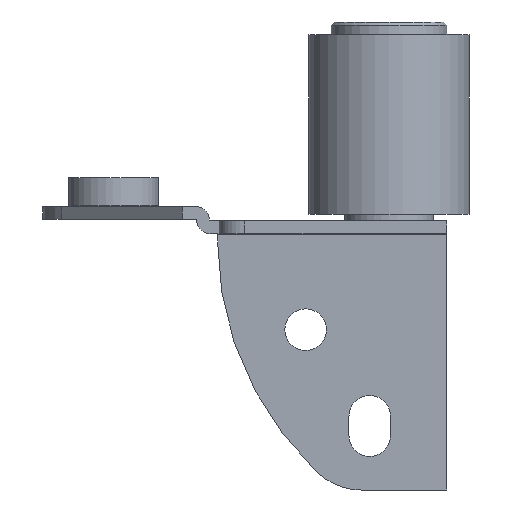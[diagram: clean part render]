
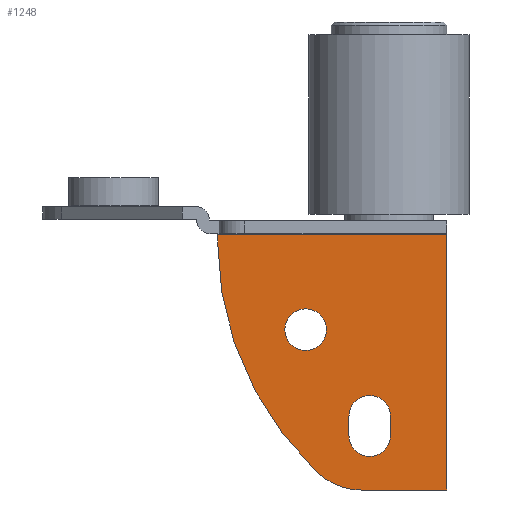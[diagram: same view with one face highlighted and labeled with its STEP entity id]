
A CAD part, left-side view. The second image highlights one B-rep face of the part: STEP entity #1248.
In plain terms, the highlighted planar face has unit normal (-1, 0, 0).
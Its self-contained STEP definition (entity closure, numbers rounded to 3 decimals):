
#104=FACE_BOUND('',#233,.T.);
#105=FACE_BOUND('',#234,.T.);
#154=FACE_OUTER_BOUND('',#232,.T.);
#232=EDGE_LOOP('',(#1050,#1051,#1052,#1053,#1054,#1055));
#233=EDGE_LOOP('',(#1056));
#234=EDGE_LOOP('',(#1057,#1058,#1059,#1060));
#281=CIRCLE('',#1389,3.25);
#284=CIRCLE('',#1398,3.25);
#285=CIRCLE('',#1400,3.25);
#297=CIRCLE('',#1422,50.);
#298=CIRCLE('',#1423,10.);
#326=LINE('',#1839,#422);
#387=LINE('',#2187,#483);
#391=LINE('',#2198,#487);
#402=LINE('',#2246,#498);
#404=LINE('',#2250,#500);
#405=LINE('',#2252,#501);
#422=VECTOR('',#1489,10.);
#483=VECTOR('',#1630,10.);
#487=VECTOR('',#1644,10.);
#498=VECTOR('',#1693,10.);
#500=VECTOR('',#1697,10.);
#501=VECTOR('',#1698,10.);
#519=VERTEX_POINT('',#1836);
#520=VERTEX_POINT('',#1838);
#585=VERTEX_POINT('',#2164);
#590=VERTEX_POINT('',#2184);
#591=VERTEX_POINT('',#2186);
#592=VERTEX_POINT('',#2190);
#593=VERTEX_POINT('',#2194);
#611=VERTEX_POINT('',#2245);
#612=VERTEX_POINT('',#2249);
#613=VERTEX_POINT('',#2251);
#614=VERTEX_POINT('',#2253);
#638=EDGE_CURVE('',#520,#519,#326,.T.);
#730=EDGE_CURVE('',#585,#585,#281,.T.);
#740=EDGE_CURVE('',#591,#590,#387,.T.);
#743=EDGE_CURVE('',#590,#592,#284,.T.);
#744=EDGE_CURVE('',#593,#591,#285,.T.);
#746=EDGE_CURVE('',#592,#593,#391,.T.);
#768=EDGE_CURVE('',#520,#611,#402,.T.);
#770=EDGE_CURVE('',#519,#612,#404,.T.);
#771=EDGE_CURVE('',#612,#613,#405,.T.);
#772=EDGE_CURVE('',#613,#614,#297,.T.);
#773=EDGE_CURVE('',#611,#614,#298,.T.);
#1050=ORIENTED_EDGE('',*,*,#638,.T.);
#1051=ORIENTED_EDGE('',*,*,#770,.T.);
#1052=ORIENTED_EDGE('',*,*,#771,.T.);
#1053=ORIENTED_EDGE('',*,*,#772,.T.);
#1054=ORIENTED_EDGE('',*,*,#773,.F.);
#1055=ORIENTED_EDGE('',*,*,#768,.F.);
#1056=ORIENTED_EDGE('',*,*,#730,.T.);
#1057=ORIENTED_EDGE('',*,*,#743,.T.);
#1058=ORIENTED_EDGE('',*,*,#746,.T.);
#1059=ORIENTED_EDGE('',*,*,#744,.T.);
#1060=ORIENTED_EDGE('',*,*,#740,.T.);
#1193=PLANE('',#1421);
#1248=ADVANCED_FACE('',(#154,#104,#105),#1193,.T.);
#1389=AXIS2_PLACEMENT_3D('',#2166,#1607,#1608);
#1398=AXIS2_PLACEMENT_3D('',#2192,#1635,#1636);
#1400=AXIS2_PLACEMENT_3D('',#2195,#1639,#1640);
#1421=AXIS2_PLACEMENT_3D('',#2248,#1695,#1696);
#1422=AXIS2_PLACEMENT_3D('',#2254,#1699,#1700);
#1423=AXIS2_PLACEMENT_3D('',#2255,#1701,#1702);
#1489=DIRECTION('',(0.,0.,1.));
#1607=DIRECTION('center_axis',(1.,0.,0.));
#1608=DIRECTION('ref_axis',(0.,0.,1.));
#1630=DIRECTION('',(0.,0.,1.));
#1635=DIRECTION('center_axis',(1.,0.,0.));
#1636=DIRECTION('ref_axis',(0.,-1.,0.));
#1639=DIRECTION('center_axis',(1.,0.,0.));
#1640=DIRECTION('ref_axis',(0.,1.,0.));
#1644=DIRECTION('',(0.,0.,-1.));
#1693=DIRECTION('',(0.,1.,0.));
#1695=DIRECTION('center_axis',(-1.,0.,0.));
#1696=DIRECTION('ref_axis',(0.,0.,1.));
#1697=DIRECTION('',(0.,1.,0.));
#1698=DIRECTION('',(0.,0.,-1.));
#1699=DIRECTION('center_axis',(-1.,0.,0.));
#1700=DIRECTION('ref_axis',(0.,-0.626,0.78));
#1701=DIRECTION('center_axis',(1.,0.,0.));
#1702=DIRECTION('ref_axis',(0.,0.371,-0.929));
#1836=CARTESIAN_POINT('',(-2.,2.625,-2.1));
#1838=CARTESIAN_POINT('',(-2.,2.625,-42.));
#1839=CARTESIAN_POINT('',(-2.,2.625,2.35));
#2164=CARTESIAN_POINT('',(-2.,24.625,-20.25));
#2166=CARTESIAN_POINT('Origin',(-2.,24.625,-17.));
#2184=CARTESIAN_POINT('',(-2.,17.875,-30.5));
#2186=CARTESIAN_POINT('',(-2.,17.875,-33.5));
#2187=CARTESIAN_POINT('',(-2.,17.875,-17.75));
#2190=CARTESIAN_POINT('',(-2.,11.375,-30.5));
#2192=CARTESIAN_POINT('Origin',(-2.,14.625,-30.5));
#2194=CARTESIAN_POINT('',(-2.,11.375,-33.5));
#2195=CARTESIAN_POINT('Origin',(-2.,14.625,-33.5));
#2198=CARTESIAN_POINT('',(-2.,11.375,-16.25));
#2245=CARTESIAN_POINT('',(-2.,15.925,-42.));
#2246=CARTESIAN_POINT('',(-2.,-38.375,-42.));
#2248=CARTESIAN_POINT('Origin',(-2.,-38.375,-2.));
#2249=CARTESIAN_POINT('',(-2.,38.375,-2.1));
#2250=CARTESIAN_POINT('',(-2.,-38.375,-2.1));
#2251=CARTESIAN_POINT('',(-2.,38.375,-3.));
#2252=CARTESIAN_POINT('',(-2.,38.375,-2.));
#2253=CARTESIAN_POINT('',(-2.,22.812,-39.25));
#2254=CARTESIAN_POINT('Origin',(-2.,-11.625,-3.));
#2255=CARTESIAN_POINT('Origin',(-2.,15.925,-32.));
